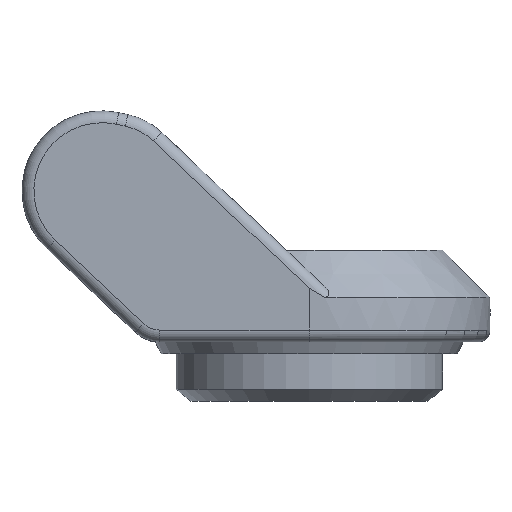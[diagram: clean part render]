
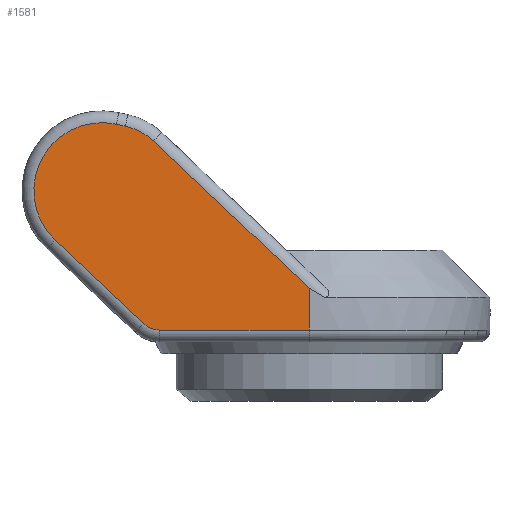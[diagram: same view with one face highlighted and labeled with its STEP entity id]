
A CAD part, left-side view. The second image highlights one B-rep face of the part: STEP entity #1581.
In plain terms, the highlighted planar face has unit normal (-1, 0, 0).
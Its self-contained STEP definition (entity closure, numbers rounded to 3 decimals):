
#150=LINE('',#2754,#249);
#159=LINE('',#3001,#258);
#160=LINE('',#3004,#259);
#161=LINE('',#3008,#260);
#162=LINE('',#3011,#261);
#249=VECTOR('',#2057,10.);
#258=VECTOR('',#2108,10.);
#259=VECTOR('',#2111,10.);
#260=VECTOR('',#2114,10.);
#261=VECTOR('',#2117,10.);
#393=FACE_OUTER_BOUND('',#504,.T.);
#504=EDGE_LOOP('',(#1281,#1282,#1283,#1284,#1285,#1286,#1287,#1288));
#593=CIRCLE('',#1722,4.);
#609=CIRCLE('',#1749,10.);
#610=CIRCLE('',#1750,11.5);
#719=VERTEX_POINT('',#2744);
#720=VERTEX_POINT('',#2746);
#722=VERTEX_POINT('',#2752);
#739=VERTEX_POINT('',#2984);
#740=VERTEX_POINT('',#3003);
#741=VERTEX_POINT('',#3005);
#742=VERTEX_POINT('',#3007);
#743=VERTEX_POINT('',#3009);
#901=EDGE_CURVE('',#719,#720,#593,.T.);
#905=EDGE_CURVE('',#722,#719,#150,.T.);
#933=EDGE_CURVE('',#722,#739,#159,.T.);
#934=EDGE_CURVE('',#740,#739,#160,.T.);
#935=EDGE_CURVE('',#741,#740,#609,.T.);
#936=EDGE_CURVE('',#742,#741,#161,.T.);
#937=EDGE_CURVE('',#743,#742,#610,.T.);
#938=EDGE_CURVE('',#720,#743,#162,.T.);
#1281=ORIENTED_EDGE('',*,*,#901,.F.);
#1282=ORIENTED_EDGE('',*,*,#905,.F.);
#1283=ORIENTED_EDGE('',*,*,#933,.T.);
#1284=ORIENTED_EDGE('',*,*,#934,.F.);
#1285=ORIENTED_EDGE('',*,*,#935,.F.);
#1286=ORIENTED_EDGE('',*,*,#936,.F.);
#1287=ORIENTED_EDGE('',*,*,#937,.F.);
#1288=ORIENTED_EDGE('',*,*,#938,.F.);
#1509=PLANE('',#1748);
#1581=ADVANCED_FACE('',(#393),#1509,.T.);
#1722=AXIS2_PLACEMENT_3D('',#2747,#2047,#2048);
#1748=AXIS2_PLACEMENT_3D('',#3002,#2109,#2110);
#1749=AXIS2_PLACEMENT_3D('',#3006,#2112,#2113);
#1750=AXIS2_PLACEMENT_3D('',#3010,#2115,#2116);
#2047=DIRECTION('center_axis',(1.,0.,0.));
#2048=DIRECTION('ref_axis',(0.,0.37,-0.929));
#2057=DIRECTION('',(0.,1.,0.));
#2108=DIRECTION('',(0.,0.,1.));
#2109=DIRECTION('center_axis',(-1.,0.,0.));
#2110=DIRECTION('ref_axis',(0.,-1.,0.));
#2111=DIRECTION('',(0.,-0.727,-0.687));
#2112=DIRECTION('center_axis',(1.,0.,0.));
#2113=DIRECTION('ref_axis',(0.,-0.465,0.885));
#2114=DIRECTION('',(0.,-0.978,-0.209));
#2115=DIRECTION('center_axis',(1.,0.,0.));
#2116=DIRECTION('ref_axis',(0.,0.885,0.465));
#2117=DIRECTION('',(0.,0.727,0.687));
#2744=CARTESIAN_POINT('',(-30.5,25.286,108.5));
#2746=CARTESIAN_POINT('',(-30.5,28.034,109.593));
#2747=CARTESIAN_POINT('Origin',(-30.5,25.286,112.5));
#2752=CARTESIAN_POINT('',(-30.5,0.,108.5));
#2754=CARTESIAN_POINT('',(-30.5,6.625,108.5));
#2984=CARTESIAN_POINT('',(-30.5,0.,115.549));
#3001=CARTESIAN_POINT('',(-30.5,0.,122.));
#3002=CARTESIAN_POINT('Origin',(-30.5,13.25,122.75));
#3003=CARTESIAN_POINT('',(-30.5,26.307,140.411));
#3004=CARTESIAN_POINT('',(-30.5,10.297,125.28));
#3005=CARTESIAN_POINT('',(-30.5,31.084,142.923));
#3006=CARTESIAN_POINT('Origin',(-30.5,33.175,133.144));
#3007=CARTESIAN_POINT('',(-30.5,32.595,143.246));
#3008=CARTESIAN_POINT('',(-30.5,-5.047,135.197));
#3009=CARTESIAN_POINT('',(-30.5,42.899,123.642));
#3010=CARTESIAN_POINT('Origin',(-30.5,35.,132.));
#3011=CARTESIAN_POINT('',(-30.5,34.846,116.031));
